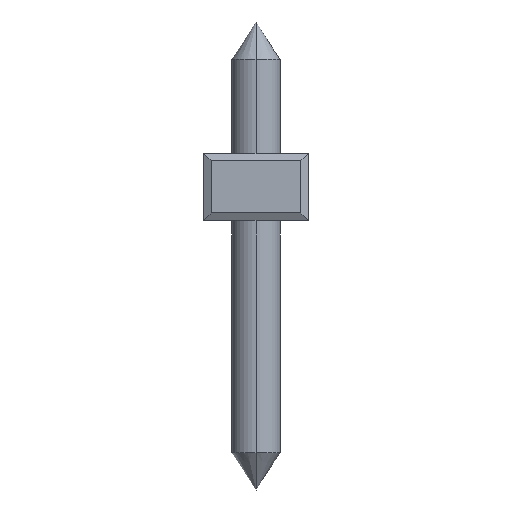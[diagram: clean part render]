
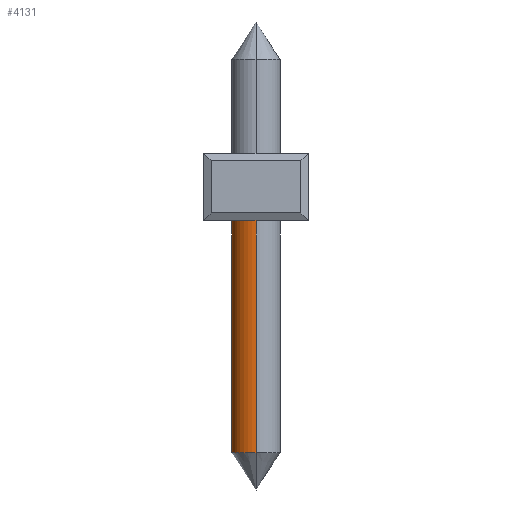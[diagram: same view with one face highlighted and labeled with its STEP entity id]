
A CAD part, front view. The second image highlights one B-rep face of the part: STEP entity #4131.
In plain terms, the highlighted cylindrical face has radius 0.65 mm (diameter 1.3 mm), a partial arc.
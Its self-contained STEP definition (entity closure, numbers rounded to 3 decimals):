
#1157=CARTESIAN_POINT('',(1.4,-32.5,0.2));
#1158=DIRECTION('',(0.,0.,1.));
#1159=DIRECTION('',(0.,1.,0.));
#1160=AXIS2_PLACEMENT_3D('',#1157,#1158,#1159);
#1167=CARTESIAN_POINT('',(1.4,-32.5,-6.2));
#1168=DIRECTION('',(0.,0.,1.));
#1169=DIRECTION('',(0.,1.,0.));
#1170=AXIS2_PLACEMENT_3D('',#1167,#1168,#1169);
#1172=DIRECTION('',(0.,0.,1.));
#1173=VECTOR('',#1172,6.4);
#1174=CARTESIAN_POINT('',(1.4,-31.85,-6.2));
#1175=LINE('',#1174,#1173);
#1181=DIRECTION('',(0.,0.,1.));
#1182=VECTOR('',#1181,6.4);
#1183=CARTESIAN_POINT('',(1.4,-33.15,-6.2));
#1184=LINE('',#1183,#1182);
#2674=CARTESIAN_POINT('',(1.4,-31.85,-6.2));
#2676=VERTEX_POINT('',#2674);
#2681=CARTESIAN_POINT('',(1.4,-33.15,-6.2));
#2682=VERTEX_POINT('',#2681);
#2685=CARTESIAN_POINT('',(1.4,-31.85,0.2));
#2686=CARTESIAN_POINT('',(1.4,-33.15,0.2));
#2687=VERTEX_POINT('',#2685);
#2688=VERTEX_POINT('',#2686);
#4117=CARTESIAN_POINT('',(1.4,-32.5,-7.825));
#4118=DIRECTION('',(0.,0.,1.));
#4119=DIRECTION('',(0.,1.,0.));
#4120=AXIS2_PLACEMENT_3D('',#4117,#4118,#4119);
#4121=CYLINDRICAL_SURFACE('',#4120,0.65);
#4122=ORIENTED_EDGE('',*,*,#4098,.T.);
#4124=ORIENTED_EDGE('',*,*,#4123,.F.);
#4126=ORIENTED_EDGE('',*,*,#4125,.F.);
#4128=ORIENTED_EDGE('',*,*,#4127,.T.);
#4129=EDGE_LOOP('',(#4122,#4124,#4126,#4128));
#4130=FACE_OUTER_BOUND('',#4129,.F.);
#4131=ADVANCED_FACE('',(#4130),#4121,.T.);
#1161=CIRCLE('',#1160,0.65);
#1171=CIRCLE('',#1170,0.65);
#4098=EDGE_CURVE('',#2687,#2688,#1161,.T.);
#4123=EDGE_CURVE('',#2682,#2688,#1184,.T.);
#4125=EDGE_CURVE('',#2676,#2682,#1171,.T.);
#4127=EDGE_CURVE('',#2676,#2687,#1175,.T.);
